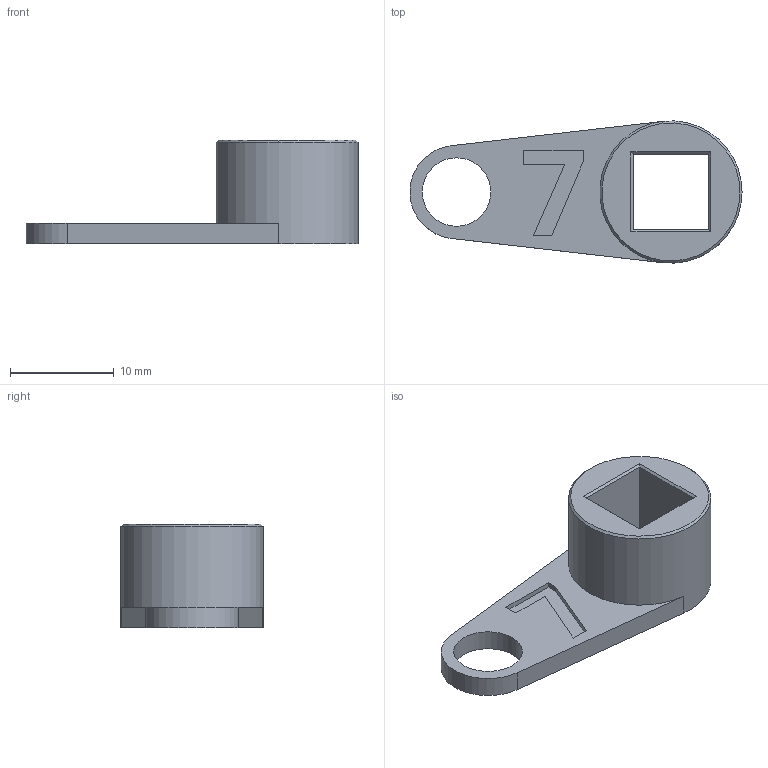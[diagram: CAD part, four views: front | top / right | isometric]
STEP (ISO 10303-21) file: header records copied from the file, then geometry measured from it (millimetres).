
FILE_DESCRIPTION(('FreeCAD Model'),'2;1');
FILE_NAME('7mm_square_key.step', '2020-06-01T15:56:06',('Felix Morgner'),(''), 'Open CASCADE STEP processor 7.4','FreeCAD','Unknown');
FILE_SCHEMA(('AUTOMOTIVE_DESIGN { 1 0 10303 214 1 1 1 1 }'));
Length unit declared in the file: millimetre
Products named in the file (2): 7mm_Square_Key; key
Assembly tree (1 placements, depth 2):
  7mm_Square_Key
    key
Bounding box: 31.98 x 13.68 x 10 mm (x, y, z)
Volume: 1248.9 mm3; surface area: 1342.9 mm2
Topology: 1 solids, 1 shells, 30 faces, 71 edges, 44 vertices
Faces by surface type: plane 25, cylinder 3, cone 2
Full cylindrical faces by diameter (mm): 6.6 x1, 13.7 x1
Entity records: 1817 total; most frequent: CARTESIAN_POINT 296, DIRECTION 285, LINE 194, VECTOR 194, ORIENTED_EDGE 142, PCURVE 142, DEFINITIONAL_REPRESENTATION 142, EDGE_CURVE 71
